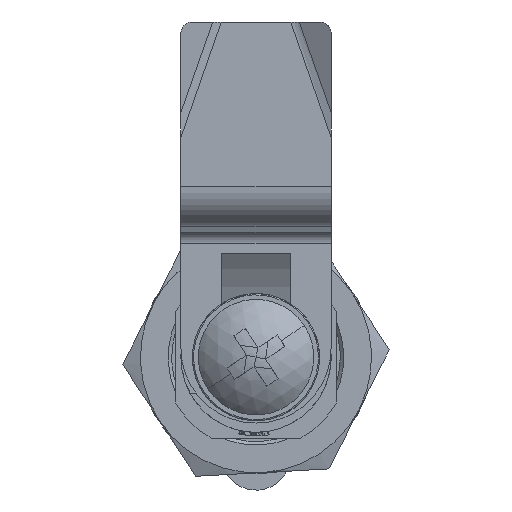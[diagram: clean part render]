
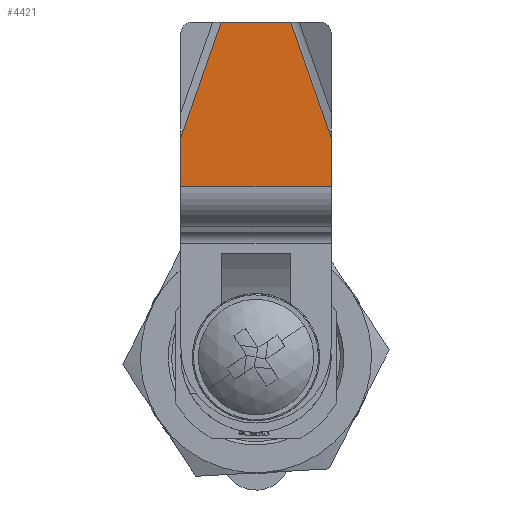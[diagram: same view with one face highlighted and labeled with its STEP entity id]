
A CAD part, front view. The second image highlights one B-rep face of the part: STEP entity #4421.
In plain terms, the highlighted face is planar.
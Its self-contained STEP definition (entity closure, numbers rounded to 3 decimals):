
#69 = ORIENTED_EDGE ( 'NONE', *, *, #3068, .F. ) ;
#154 = ORIENTED_EDGE ( 'NONE', *, *, #4045, .T. ) ;
#513 = CARTESIAN_POINT ( 'NONE',  ( -0.558, -13.36, 7.002 ) ) ;
#741 = AXIS2_PLACEMENT_3D ( 'NONE', #12751, #2968, #10334 ) ;
#1021 = CARTESIAN_POINT ( 'NONE',  ( -0.558, 13.36, 7.002 ) ) ;
#1574 = LINE ( 'NONE', #513, #8840 ) ;
#1634 = LINE ( 'NONE', #2919, #1635 ) ;
#1635 = VECTOR ( 'NONE', #1707, 1000. ) ;
#1707 = DIRECTION ( 'NONE',  ( 0., 1., 0. ) ) ;
#2919 = CARTESIAN_POINT ( 'NONE',  ( 29., 0., 7.002 ) ) ;
#2968 = DIRECTION ( 'NONE',  ( 0., 0., 1. ) ) ;
#3061 = DIRECTION ( 'NONE',  ( 0., 1., 0. ) ) ;
#3068 = EDGE_CURVE ( 'NONE', #10618, #8987, #8510, .T. ) ;
#3206 = CARTESIAN_POINT ( 'NONE',  ( 14.762, 7.5, 7.002 ) ) ;
#3895 = PLANE ( 'NONE',  #741 ) ;
#3956 = EDGE_CURVE ( 'NONE', #13497, #6302, #1634, .T. ) ;
#3993 = CARTESIAN_POINT ( 'NONE',  ( -5.234, -6.5, 7.002 ) ) ;
#4045 = EDGE_CURVE ( 'NONE', #10618, #13434, #11634, .T. ) ;
#4421 = ADVANCED_FACE ( 'NONE', ( #11692 ), #3895, .T. ) ;
#4653 = CARTESIAN_POINT ( 'NONE',  ( 14.762, 6.5, 7.002 ) ) ;
#5368 = DIRECTION ( 'NONE',  ( 0.944, -0.33, 0. ) ) ;
#5885 = EDGE_CURVE ( 'NONE', #12606, #8987, #10799, .T. ) ;
#5944 = EDGE_CURVE ( 'NONE', #12606, #6302, #11873, .T. ) ;
#6302 = VERTEX_POINT ( 'NONE', #9650 ) ;
#7443 = ORIENTED_EDGE ( 'NONE', *, *, #3956, .T. ) ;
#8321 = VECTOR ( 'NONE', #10514, 1000. ) ;
#8481 = VECTOR ( 'NONE', #3061, 1000. ) ;
#8510 = LINE ( 'NONE', #3206, #8481 ) ;
#8829 = CARTESIAN_POINT ( 'NONE',  ( 19.042, 6.5, 7.002 ) ) ;
#8840 = VECTOR ( 'NONE', #10290, 1000. ) ;
#8987 = VERTEX_POINT ( 'NONE', #4653 ) ;
#9010 = VECTOR ( 'NONE', #5368, 1000. ) ;
#9025 = EDGE_CURVE ( 'NONE', #13497, #13434, #1574, .T. ) ;
#9637 = VECTOR ( 'NONE', #11784, 1000. ) ;
#9650 = CARTESIAN_POINT ( 'NONE',  ( 29., 3.015, 7.002 ) ) ;
#10015 = EDGE_LOOP ( 'NONE', ( #11688, #7443, #10196, #10065, #69, #154 ) ) ;
#10065 = ORIENTED_EDGE ( 'NONE', *, *, #5885, .T. ) ;
#10196 = ORIENTED_EDGE ( 'NONE', *, *, #5944, .F. ) ;
#10290 = DIRECTION ( 'NONE',  ( -0.944, -0.33, 0. ) ) ;
#10334 = DIRECTION ( 'NONE',  ( 1., 0., 0. ) ) ;
#10514 = DIRECTION ( 'NONE',  ( -1., 0., 0. ) ) ;
#10618 = VERTEX_POINT ( 'NONE', #10999 ) ;
#10799 = LINE ( 'NONE', #12868, #8321 ) ;
#10819 = CARTESIAN_POINT ( 'NONE',  ( 29., -3.015, 7.002 ) ) ;
#10999 = CARTESIAN_POINT ( 'NONE',  ( 14.762, -6.5, 7.002 ) ) ;
#11634 = LINE ( 'NONE', #3993, #9637 ) ;
#11688 = ORIENTED_EDGE ( 'NONE', *, *, #9025, .F. ) ;
#11692 = FACE_OUTER_BOUND ( 'NONE', #10015, .T. ) ;
#11784 = DIRECTION ( 'NONE',  ( 1., 0., 0. ) ) ;
#11873 = LINE ( 'NONE', #1021, #9010 ) ;
#12606 = VERTEX_POINT ( 'NONE', #8829 ) ;
#12751 = CARTESIAN_POINT ( 'NONE',  ( -5.234, 0., 7.002 ) ) ;
#12868 = CARTESIAN_POINT ( 'NONE',  ( -5.234, 6.5, 7.002 ) ) ;
#13026 = CARTESIAN_POINT ( 'NONE',  ( 19.042, -6.5, 7.002 ) ) ;
#13434 = VERTEX_POINT ( 'NONE', #13026 ) ;
#13497 = VERTEX_POINT ( 'NONE', #10819 ) ;
